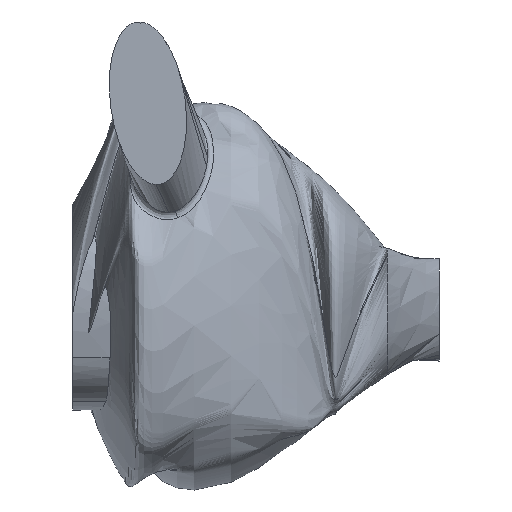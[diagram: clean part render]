
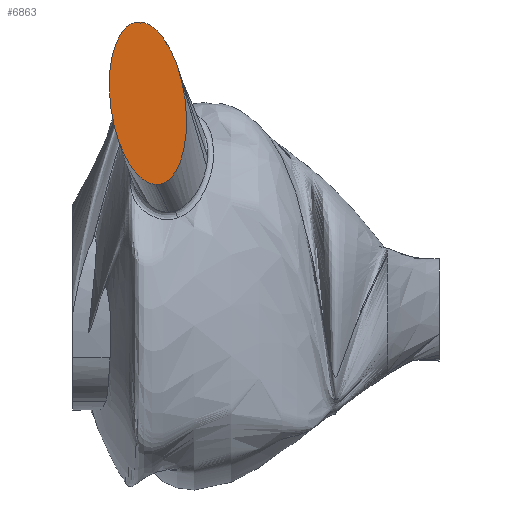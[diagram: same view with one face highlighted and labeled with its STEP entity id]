
A CAD part, left-side view. The second image highlights one B-rep face of the part: STEP entity #6863.
In plain terms, the highlighted free-form (B-spline) face has degree [1, 1] with [2, 2] control points.
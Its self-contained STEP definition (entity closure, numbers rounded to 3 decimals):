
#444 = VERTEX_POINT('',#445);
#445 = CARTESIAN_POINT('',(-57.903,63.832,
    30.139));
#450 = EDGE_CURVE('',#444,#451,#453,.T.);
#451 = VERTEX_POINT('',#452);
#452 = CARTESIAN_POINT('',(-57.903,68.358,
    75.03));
#453 = ( BOUNDED_CURVE() B_SPLINE_CURVE(3,(#454,#455,#456,#457),
.UNSPECIFIED.,.F.,.F.) B_SPLINE_CURVE_WITH_KNOTS((4,4),(3.219,
6.36),.PIECEWISE_BEZIER_KNOTS.) CURVE() 
GEOMETRIC_REPRESENTATION_ITEM() RATIONAL_B_SPLINE_CURVE((1.,
0.333,0.333,1.)) REPRESENTATION_ITEM('') );
#454 = CARTESIAN_POINT('',(-57.903,63.832,
    30.139));
#455 = CARTESIAN_POINT('',(-57.903,84.71,
    30.81));
#456 = CARTESIAN_POINT('',(-57.903,89.236,
    75.701));
#457 = CARTESIAN_POINT('',(-57.903,68.358,
    75.03));
#6863 = ADVANCED_FACE('',(#6864),#6874,.F.);
#6864 = FACE_BOUND('',#6865,.T.);
#6865 = EDGE_LOOP('',(#6866,#6873));
#6866 = ORIENTED_EDGE('',*,*,#6867,.F.);
#6867 = EDGE_CURVE('',#451,#444,#6868,.T.);
#6868 = ( BOUNDED_CURVE() B_SPLINE_CURVE(3,(#6869,#6870,#6871,#6872),
.UNSPECIFIED.,.F.,.F.) B_SPLINE_CURVE_WITH_KNOTS((4,4),(
0.077,3.219),.PIECEWISE_BEZIER_KNOTS.) CURVE() 
GEOMETRIC_REPRESENTATION_ITEM() RATIONAL_B_SPLINE_CURVE((1.,
0.333,0.333,1.)) REPRESENTATION_ITEM('') );
#6869 = CARTESIAN_POINT('',(-57.903,68.358,
    75.03));
#6870 = CARTESIAN_POINT('',(-57.903,47.48,
    74.36));
#6871 = CARTESIAN_POINT('',(-57.903,42.955,
    29.468));
#6872 = CARTESIAN_POINT('',(-57.903,63.832,
    30.139));
#6873 = ORIENTED_EDGE('',*,*,#450,.F.);
#6874 = B_SPLINE_SURFACE_WITH_KNOTS('',1,1,(
    (#6875,#6876)
    ,(#6877,#6878
    )),.UNSPECIFIED.,.F.,.F.,.F.,(2,2),(2,2),(-23.954,
    23.954),(-23.979,23.979),
  .PIECEWISE_BEZIER_KNOTS.);
#6875 = CARTESIAN_POINT('',(-57.903,42.955,
    75.701));
#6876 = CARTESIAN_POINT('',(-57.903,89.236,
    75.701));
#6877 = CARTESIAN_POINT('',(-57.903,42.955,
    29.468));
#6878 = CARTESIAN_POINT('',(-57.903,89.236,
    29.468));
